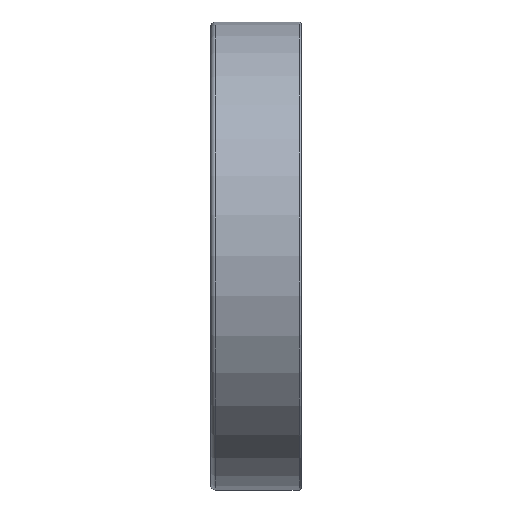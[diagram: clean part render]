
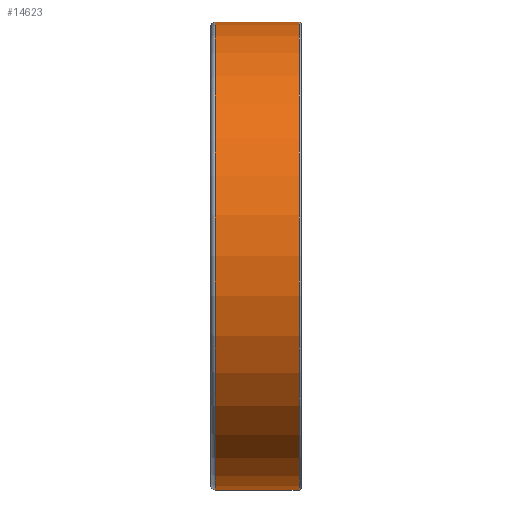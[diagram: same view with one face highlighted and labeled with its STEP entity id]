
A CAD part, top view. The second image highlights one B-rep face of the part: STEP entity #14623.
In plain terms, the highlighted cylindrical face has radius 31 mm (diameter 62 mm), a partial arc.
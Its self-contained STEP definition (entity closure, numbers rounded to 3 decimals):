
#3690=CARTESIAN_POINT('',(-5.4,0.,0.));
#3691=DIRECTION('',(1.,0.,0.));
#3692=DIRECTION('',(0.,1.,0.));
#3693=AXIS2_PLACEMENT_3D('',#3690,#3691,#3692);
#3698=CARTESIAN_POINT('',(5.7,0.,0.));
#3699=DIRECTION('',(1.,0.,0.));
#3700=DIRECTION('',(0.,1.,0.));
#3701=AXIS2_PLACEMENT_3D('',#3698,#3699,#3700);
#3714=DIRECTION('',(-1.,0.,0.));
#3715=VECTOR('',#3714,11.1);
#3716=CARTESIAN_POINT('',(5.7,-31.,0.));
#3717=LINE('',#3716,#3715);
#3729=DIRECTION('',(-1.,0.,0.));
#3730=VECTOR('',#3729,11.1);
#3731=CARTESIAN_POINT('',(5.7,31.,0.));
#3732=LINE('',#3731,#3730);
#11299=CARTESIAN_POINT('',(-5.4,31.,0.));
#11300=CARTESIAN_POINT('',(-5.4,-31.,0.));
#11301=VERTEX_POINT('',#11299);
#11302=VERTEX_POINT('',#11300);
#11303=CARTESIAN_POINT('',(5.7,31.,0.));
#11304=CARTESIAN_POINT('',(5.7,-31.,0.));
#11305=VERTEX_POINT('',#11303);
#11306=VERTEX_POINT('',#11304);
#14609=CARTESIAN_POINT('',(-6.6,0.,0.));
#14610=DIRECTION('',(1.,0.,0.));
#14611=DIRECTION('',(0.,-1.,0.));
#14612=AXIS2_PLACEMENT_3D('',#14609,#14610,#14611);
#14613=CYLINDRICAL_SURFACE('',#14612,31.);
#14614=ORIENTED_EDGE('',*,*,#14599,.F.);
#14616=ORIENTED_EDGE('',*,*,#14615,.F.);
#14618=ORIENTED_EDGE('',*,*,#14617,.T.);
#14620=ORIENTED_EDGE('',*,*,#14619,.T.);
#14621=EDGE_LOOP('',(#14614,#14616,#14618,#14620));
#14622=FACE_OUTER_BOUND('',#14621,.F.);
#3694=CIRCLE('',#3693,31.);
#3702=CIRCLE('',#3701,31.);
#14599=EDGE_CURVE('',#11301,#11302,#3694,.T.);
#14615=EDGE_CURVE('',#11305,#11301,#3732,.T.);
#14617=EDGE_CURVE('',#11305,#11306,#3702,.T.);
#14619=EDGE_CURVE('',#11306,#11302,#3717,.T.);
#14623=ADVANCED_FACE('',(#14622),#14613,.T.);
